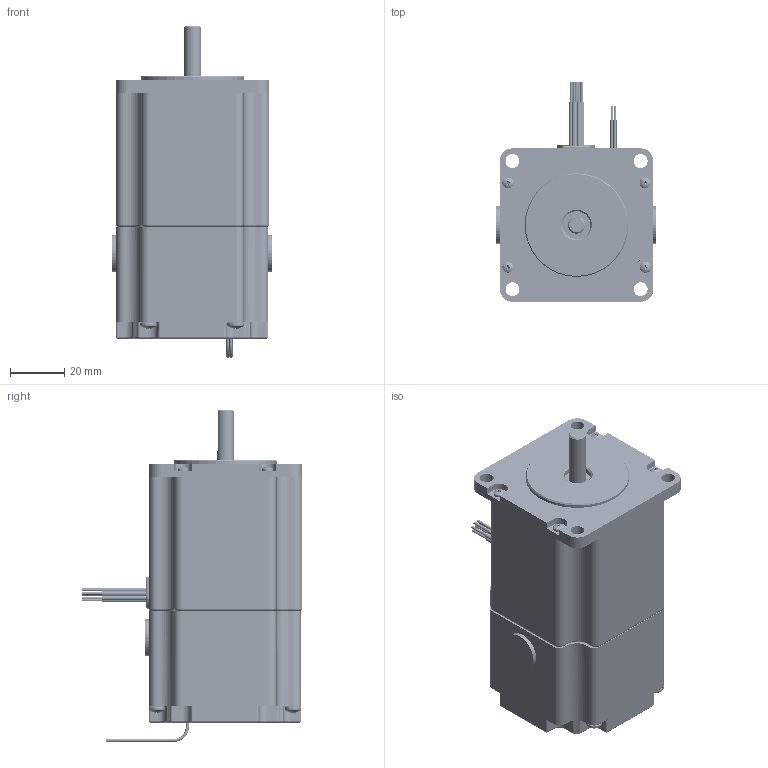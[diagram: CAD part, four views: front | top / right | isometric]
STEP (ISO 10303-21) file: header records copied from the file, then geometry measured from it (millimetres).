
FILE_DESCRIPTION (( 'STEP AP214' ), '1' );
FILE_NAME ('HT23-598B_RevD.STEP', '2022-05-20T16:39:00', ( '' ), ( '' ), 'SwSTEP 2.0', 'SolidWorks 2017', '' );
FILE_SCHEMA (( 'AUTOMOTIVE_DESIGN' ));
Length unit declared in the file: millimetre
Products named in the file (17): HT23-598D Shaft; Red Wire^640-0001_NEMA 23-24 Brake; HT23-598B_RevD; HT23-598 Screw; HT23-598 Laminations; Black Wire^640-0001_NEMA 23-24 Brake; 640-0001_NEMA 23-24 Brake_Disk; 640-0001_NEMA 23-24 Brake_Shell; HT23D REAR ENDBELL ASSEMBLY; 640-0001_NEMA 23-24 Brake Rubber Plug; HT23D Rear Endbell; M3 x 40mm PAN HEAD PHILLIPS MACHINE SCREW_92005A135; HT23-598 Lead Wires (Break line); HT23 FRONT ENDBELL ASSEMBLY^HT23-598B_RevD; HT23 Front Endbell; 640-0001_NEMA 23-24 Brake; HT23 Wire Grommet
Assembly tree (24 placements, depth 3):
  HT23-598B_RevD
    HT23 FRONT ENDBELL ASSEMBLY^HT23-598B_RevD
      HT23 Front Endbell
      HT23-598 Screw  x4
    HT23-598 Laminations
    HT23-598D Shaft
    HT23D REAR ENDBELL ASSEMBLY
      HT23D Rear Endbell
      HT23 Wire Grommet
      HT23-598 Lead Wires (Break line)
    640-0001_NEMA 23-24 Brake
      640-0001_NEMA 23-24 Brake_Shell
      640-0001_NEMA 23-24 Brake Rubber Plug  x3
      640-0001_NEMA 23-24 Brake_Disk
      Black Wire^640-0001_NEMA 23-24 Brake
      Red Wire^640-0001_NEMA 23-24 Brake
      M3 x 40mm PAN HEAD PHILLIPS MACHINE SCREW_92005A135  x4
Bounding box: 59 x 80.9 x 122.08 mm (x, y, z)
Volume: 248795.1 mm3; surface area: 67172.4 mm2
Topology: 36 solids, 36 shells, 2519 faces, 7003 edges, 4560 vertices
Faces by surface type: cylinder 1963, plane 317, torus 107, cone 86, sphere 34, bspline 12
Entity records: 42436 total; most frequent: CARTESIAN_POINT 15240, ORIENTED_EDGE 5718, DIRECTION 5142, EDGE_CURVE 2859, AXIS2_PLACEMENT_3D 2009, VERTEX_POINT 1827, EDGE_LOOP 1188, VECTOR 1124
